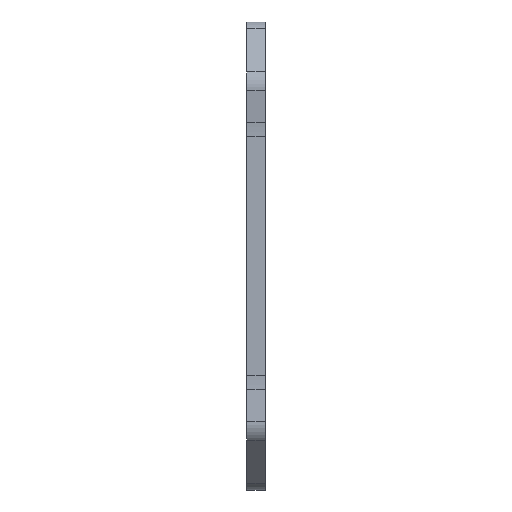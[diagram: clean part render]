
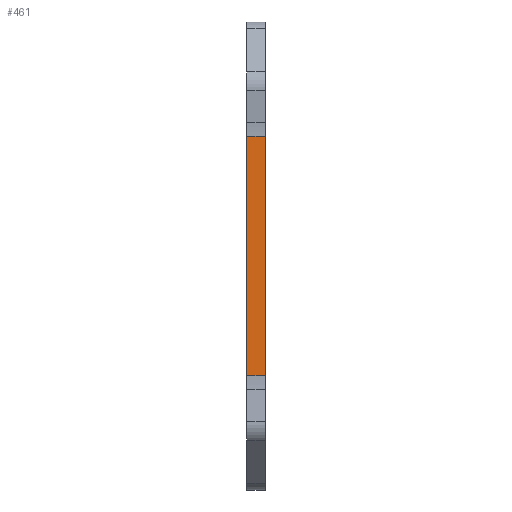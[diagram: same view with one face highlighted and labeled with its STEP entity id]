
A CAD part, left-side view. The second image highlights one B-rep face of the part: STEP entity #461.
In plain terms, the highlighted planar face has unit normal (-1, 0, 0).
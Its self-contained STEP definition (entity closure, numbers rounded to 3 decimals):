
#31 = EDGE_CURVE ( 'NONE', #2221, #92, #1884, .T. ) ;
#92 = VERTEX_POINT ( 'NONE', #1042 ) ;
#143 = CARTESIAN_POINT ( 'NONE',  ( -50., 4.1, 0. ) ) ;
#227 = VERTEX_POINT ( 'NONE', #384 ) ;
#262 = CARTESIAN_POINT ( 'NONE',  ( -50., 0., 0. ) ) ;
#308 = EDGE_CURVE ( 'NONE', #2221, #227, #1346, .T. ) ;
#384 = CARTESIAN_POINT ( 'NONE',  ( -50., 0., -26.049 ) ) ;
#461 = ADVANCED_FACE ( 'NONE', ( #1662 ), #2532, .T. ) ;
#550 = CARTESIAN_POINT ( 'NONE',  ( -50., 0., 26.049 ) ) ;
#565 = DIRECTION ( 'NONE',  ( -1., 0., 0. ) ) ;
#628 = AXIS2_PLACEMENT_3D ( 'NONE', #143, #565, #1444 ) ;
#663 = CARTESIAN_POINT ( 'NONE',  ( -50., 4.1, -26.049 ) ) ;
#669 = LINE ( 'NONE', #2024, #2175 ) ;
#945 = DIRECTION ( 'NONE',  ( 0., 0., -1. ) ) ;
#1042 = CARTESIAN_POINT ( 'NONE',  ( -50., 4.1, 26.049 ) ) ;
#1043 = LINE ( 'NONE', #1491, #2135 ) ;
#1050 = ORIENTED_EDGE ( 'NONE', *, *, #31, .T. ) ;
#1061 = VECTOR ( 'NONE', #945, 1000. ) ;
#1067 = DIRECTION ( 'NONE',  ( 0., 0., -1. ) ) ;
#1137 = VERTEX_POINT ( 'NONE', #663 ) ;
#1266 = EDGE_CURVE ( 'NONE', #1137, #227, #669, .T. ) ;
#1346 = LINE ( 'NONE', #262, #1061 ) ;
#1444 = DIRECTION ( 'NONE',  ( 0., 0., 1. ) ) ;
#1491 = CARTESIAN_POINT ( 'NONE',  ( -50., 4.1, 0. ) ) ;
#1638 = ORIENTED_EDGE ( 'NONE', *, *, #308, .F. ) ;
#1662 = FACE_OUTER_BOUND ( 'NONE', #2212, .T. ) ;
#1762 = DIRECTION ( 'NONE',  ( 0., -1., 0. ) ) ;
#1863 = CARTESIAN_POINT ( 'NONE',  ( -50., 4.1, 26.049 ) ) ;
#1884 = LINE ( 'NONE', #1863, #2686 ) ;
#1887 = ORIENTED_EDGE ( 'NONE', *, *, #1266, .T. ) ;
#2022 = EDGE_CURVE ( 'NONE', #92, #1137, #1043, .T. ) ;
#2024 = CARTESIAN_POINT ( 'NONE',  ( -50., 0., -26.049 ) ) ;
#2135 = VECTOR ( 'NONE', #1067, 1000. ) ;
#2175 = VECTOR ( 'NONE', #1762, 1000. ) ;
#2212 = EDGE_LOOP ( 'NONE', ( #1638, #1050, #2441, #1887 ) ) ;
#2221 = VERTEX_POINT ( 'NONE', #550 ) ;
#2441 = ORIENTED_EDGE ( 'NONE', *, *, #2022, .T. ) ;
#2532 = PLANE ( 'NONE',  #628 ) ;
#2686 = VECTOR ( 'NONE', #2756, 1000. ) ;
#2756 = DIRECTION ( 'NONE',  ( 0., 1., 0. ) ) ;
